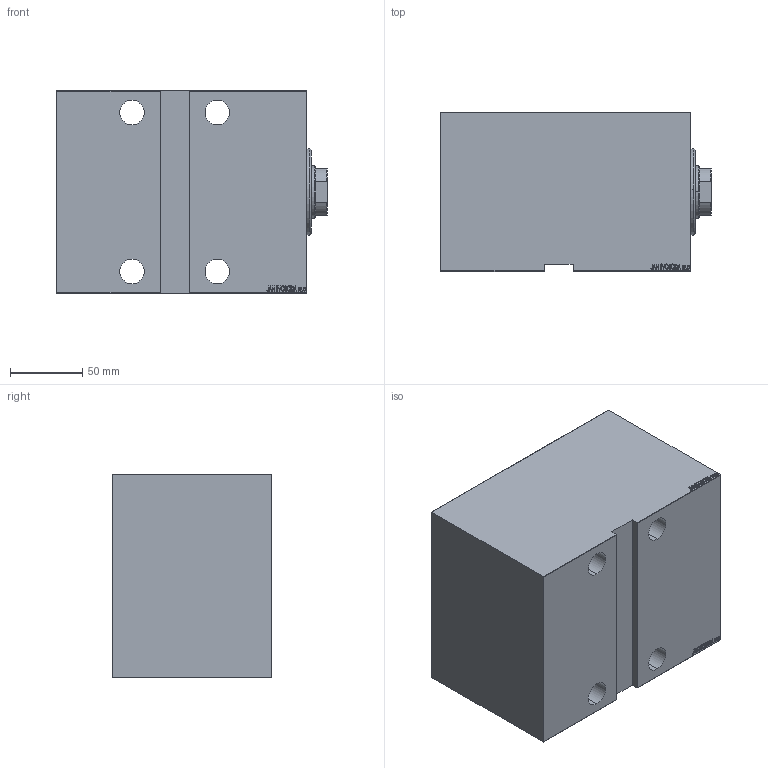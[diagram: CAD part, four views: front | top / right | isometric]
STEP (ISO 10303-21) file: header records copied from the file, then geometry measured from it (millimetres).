
FILE_DESCRIPTION (( 'STEP AP203' ), '1' );
FILE_NAME ('77a3.STEP', '2022-04-17T01:54:20', ( '' ), ( '' ), 'SwSTEP 2.0', 'SolidWorks 2019', '' );
FILE_SCHEMA (( 'CONFIG_CONTROL_DESIGN' ));
Length unit declared in the file: millimetre
Products named in the file (4): 77a3; V450CM_G_VCP 6b22a27f21df3feeb23f4816f5d93714; V450CM_G_Body 6b22a27f21df3feeb23f4816f5d93714; V450CM_VC_G 6b22a27f21df3feeb23f4816f5d93714
Assembly tree (3 placements, depth 2):
  77a3
    V450CM_G_Body 6b22a27f21df3feeb23f4816f5d93714
    V450CM_G_VCP 6b22a27f21df3feeb23f4816f5d93714
    V450CM_VC_G 6b22a27f21df3feeb23f4816f5d93714
Bounding box: 187 x 110 x 140 mm (x, y, z)
Volume: 2055726.7 mm3; surface area: 236160.4 mm2
Topology: 3 solids, 3 shells, 858 faces, 2202 edges, 1461 vertices
Faces by surface type: plane 412, bspline 380, cylinder 52, cone 14
Entity records: 43166 total; most frequent: CARTESIAN_POINT 24385, ORIENTED_EDGE 4400, DIRECTION 2520, EDGE_CURVE 2200, VERTEX_POINT 1461, VECTOR 1312, LINE 1312, EDGE_LOOP 981
